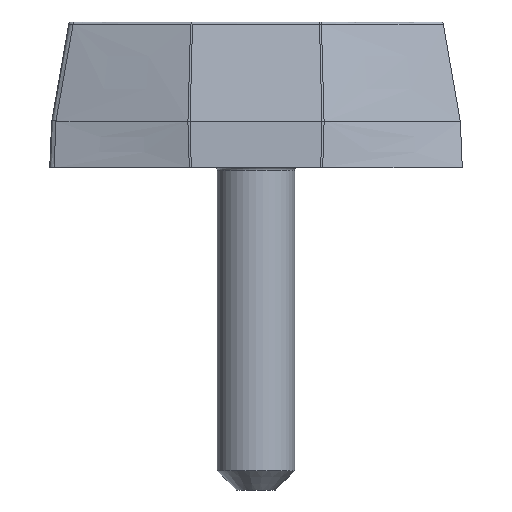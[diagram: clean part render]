
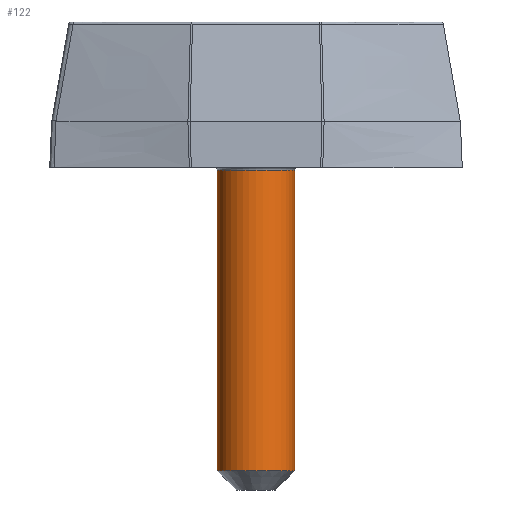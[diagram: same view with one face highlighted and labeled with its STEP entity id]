
A CAD part, front view. The second image highlights one B-rep face of the part: STEP entity #122.
In plain terms, the highlighted cylindrical face has radius 3 mm (diameter 6 mm), a full revolution.
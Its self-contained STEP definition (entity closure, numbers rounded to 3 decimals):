
#122 = ADVANCED_FACE( '', ( #268, #269 ), #270, .T. );
#268 = FACE_OUTER_BOUND( '', #703, .T. );
#269 = FACE_OUTER_BOUND( '', #704, .T. );
#270 = CYLINDRICAL_SURFACE( '', #705, 3. );
#703 = EDGE_LOOP( '', ( #1468 ) );
#704 = EDGE_LOOP( '', ( #1469 ) );
#705 = AXIS2_PLACEMENT_3D( '', #1470, #1471, #1472 );
#1468 = ORIENTED_EDGE( '', *, *, #1780, .T. );
#1469 = ORIENTED_EDGE( '', *, *, #1764, .T. );
#1470 = CARTESIAN_POINT( '', ( 0., 0., 32.15 ) );
#1471 = DIRECTION( '', ( 0., 0., -1. ) );
#1472 = DIRECTION( '', ( 1., 0., 0. ) );
#1764 = EDGE_CURVE( '', #2000, #2000, #2001, .T. );
#1780 = EDGE_CURVE( '', #2021, #2021, #2022, .F. );
#2000 = VERTEX_POINT( '', #2735 );
#2001 = CIRCLE( '', #2736, 3. );
#2021 = VERTEX_POINT( '', #2809 );
#2022 = CIRCLE( '', #2810, 3. );
#2735 = CARTESIAN_POINT( '', ( 3., 0., -23.5 ) );
#2736 = AXIS2_PLACEMENT_3D( '', #3237, #3238, #3239 );
#2809 = CARTESIAN_POINT( '', ( 3., 0., -0.2 ) );
#2810 = AXIS2_PLACEMENT_3D( '', #3246, #3247, #3248 );
#3237 = CARTESIAN_POINT( '', ( 0., 0., -23.5 ) );
#3238 = DIRECTION( '', ( 0., 0., 1. ) );
#3239 = DIRECTION( '', ( 1., 0., 0. ) );
#3246 = CARTESIAN_POINT( '', ( 0., 0., -0.2 ) );
#3247 = DIRECTION( '', ( 0., 0., 1. ) );
#3248 = DIRECTION( '', ( 1., 0., 0. ) );
